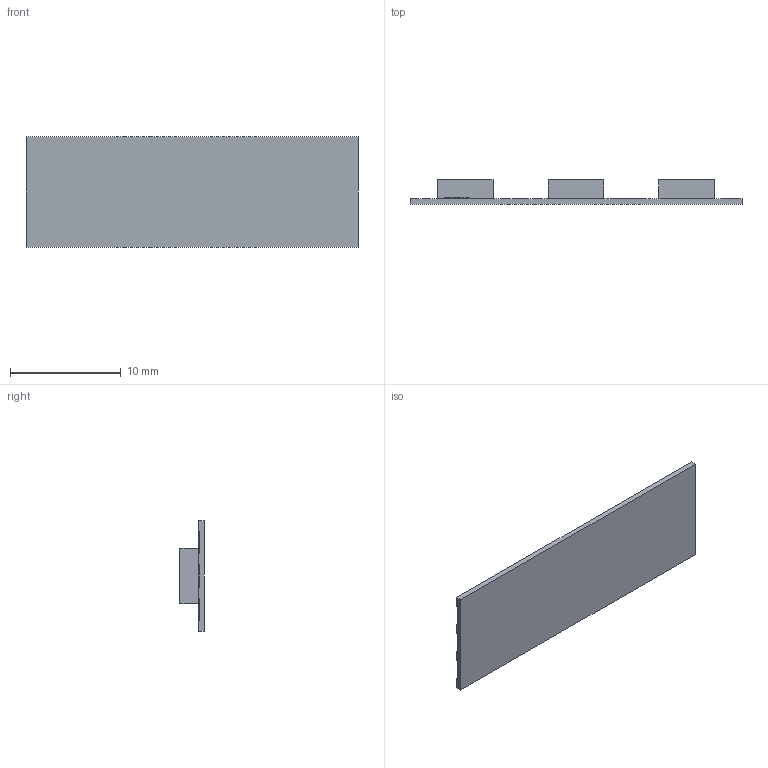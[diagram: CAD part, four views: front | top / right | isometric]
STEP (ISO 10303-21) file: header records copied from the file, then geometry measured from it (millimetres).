
FILE_DESCRIPTION (( 'STEP AP214' ), '1' );
FILE_NAME ('seg strip.STEP', '2021-06-29T15:42:54', ( '' ), ( '' ), 'SwSTEP 2.0', 'SolidWorks 2021', '' );
FILE_SCHEMA (( 'AUTOMOTIVE_DESIGN' ));
Length unit declared in the file: millimetre
Products named in the file (1): seg strip
Bounding box: 30 x 2.2 x 10 mm (x, y, z)
Volume: 258.4 mm3; surface area: 760.7 mm2
Topology: 1 solids, 1 shells, 219 faces, 564 edges, 374 vertices
Faces by surface type: plane 143, bspline 46, cylinder 24, torus 6
Entity records: 11876 total; most frequent: CARTESIAN_POINT 4420, ORIENTED_EDGE 1128, DIRECTION 880, EDGE_CURVE 564, VECTOR 412, LINE 412, VERTEX_POINT 374, EDGE_LOOP 246
